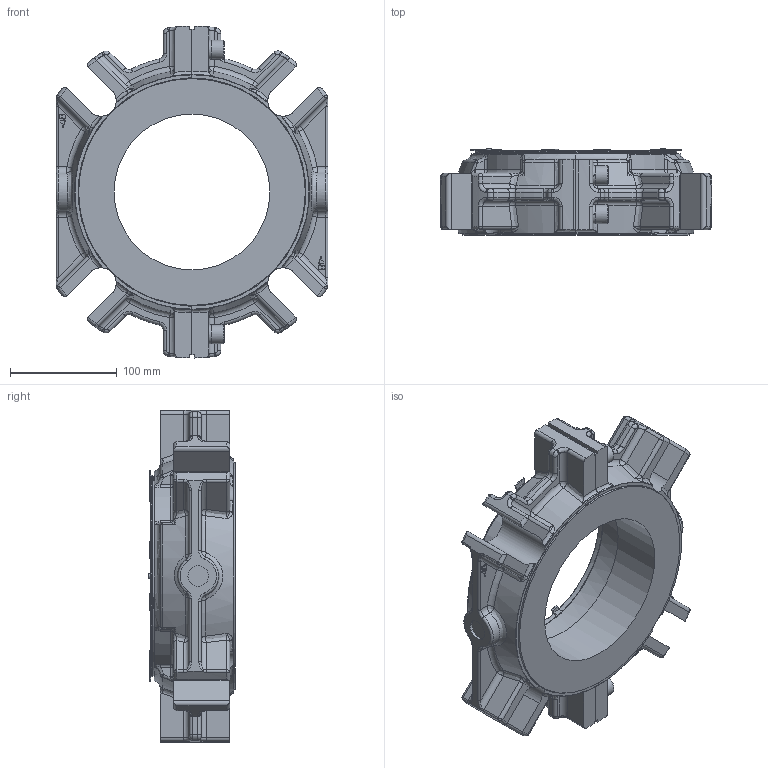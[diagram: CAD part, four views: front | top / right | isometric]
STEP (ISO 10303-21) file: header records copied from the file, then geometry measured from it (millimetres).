
FILE_DESCRIPTION(/* description */ ('Unknown'),/* implementation_level */ '2;1');
FILE_NAME(/* name */ '5.750 RDSX -48 SEAL ARRANGEMENT',/* time_stamp */ '2023-02-15T13:46:56-05:00',/* author */ ('Unknown'),/* organization */ ('Unknown'),/* preprocessor_version */ 'ST-DEVELOPER v16.7',/* originating_system */ 'Solid Edge',/* authorisation */ 'Unknown');
FILE_SCHEMA (('AUTOMOTIVE_DESIGN {1 0 10303 214 3 1 1}'));
Length unit declared in the file: millimetre
Products named in the file (1): 3122063
Bounding box: 254.78 x 81.03 x 311.12 mm (x, y, z)
Volume: 2164711 mm3; surface area: 245883.4 mm2
Topology: 1 solids, 3 shells, 985 faces, 2599 edges, 1569 vertices
Faces by surface type: cylinder 263, plane 254, torus 220, bspline 172, sphere 48, cone 28
Full cylindrical faces by diameter (mm): 4.567 x5, 4.995 x2, 6.344 x2, 11.977 x1, 11.988 x8, 11.989 x1, 17.982 x4, 19.263 x2, 146.05 x1, 155.419 x1, 199.514 x1, 212.512 x1
Entity records: 33087 total; most frequent: CARTESIAN_POINT 10414, ORIENTED_EDGE 4968, DIRECTION 4570, EDGE_CURVE 2484, AXIS2_PLACEMENT_3D 1910, VERTEX_POINT 1533, EDGE_LOOP 1067, FACE_BOUND 1067
